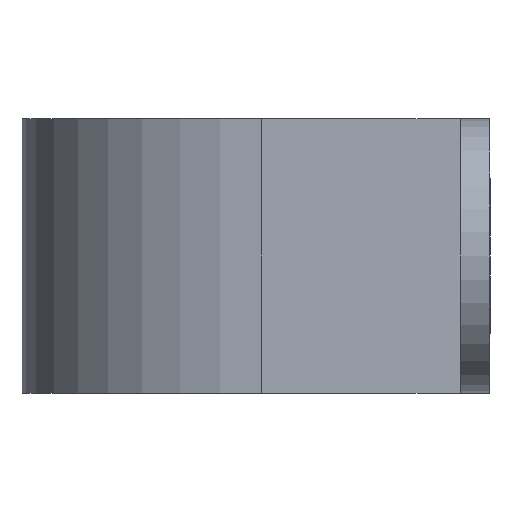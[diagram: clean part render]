
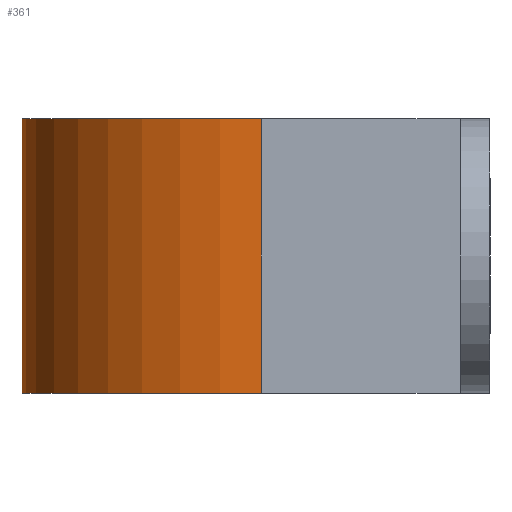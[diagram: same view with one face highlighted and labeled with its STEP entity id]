
A CAD part, left-side view. The second image highlights one B-rep face of the part: STEP entity #361.
In plain terms, the highlighted cylindrical face has radius 13.1 mm (diameter 26.2 mm), a partial arc.
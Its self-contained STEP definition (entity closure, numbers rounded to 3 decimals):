
#15 = EDGE_CURVE ( 'NONE', #112, #639, #175, .T. ) ;
#16 = ORIENTED_EDGE ( 'NONE', *, *, #15, .T. ) ;
#23 = ORIENTED_EDGE ( 'NONE', *, *, #888, .F. ) ;
#26 = CIRCLE ( 'NONE', #660, 13.1 ) ;
#67 = CARTESIAN_POINT ( 'NONE',  ( -13.1, 12.5, -7.5 ) ) ;
#81 = CYLINDRICAL_SURFACE ( 'NONE', #594, 13.1 ) ;
#82 = DIRECTION ( 'NONE',  ( 1., 0., 0. ) ) ;
#112 = VERTEX_POINT ( 'NONE', #609 ) ;
#155 = DIRECTION ( 'NONE',  ( 0., 0., -1. ) ) ;
#175 = CIRCLE ( 'NONE', #686, 13.1 ) ;
#216 = CARTESIAN_POINT ( 'NONE',  ( -13.1, 12.5, 7.5 ) ) ;
#232 = DIRECTION ( 'NONE',  ( -1., 0., 0. ) ) ;
#264 = DIRECTION ( 'NONE',  ( -1., 0., 0. ) ) ;
#269 = CARTESIAN_POINT ( 'NONE',  ( 0., 12.5, 7.5 ) ) ;
#279 = EDGE_LOOP ( 'NONE', ( #16, #326, #23, #523 ) ) ;
#326 = ORIENTED_EDGE ( 'NONE', *, *, #645, .F. ) ;
#352 = EDGE_CURVE ( 'NONE', #899, #112, #723, .T. ) ;
#361 = ADVANCED_FACE ( 'NONE', ( #522 ), #81, .T. ) ;
#452 = DIRECTION ( 'NONE',  ( 0., 0., -1. ) ) ;
#500 = LINE ( 'NONE', #781, #736 ) ;
#522 = FACE_OUTER_BOUND ( 'NONE', #279, .T. ) ;
#523 = ORIENTED_EDGE ( 'NONE', *, *, #352, .T. ) ;
#564 = DIRECTION ( 'NONE',  ( 0., 0., 1. ) ) ;
#579 = CARTESIAN_POINT ( 'NONE',  ( 0., 12.5, -7.5 ) ) ;
#583 = DIRECTION ( 'NONE',  ( 0., 0., 1. ) ) ;
#594 = AXIS2_PLACEMENT_3D ( 'NONE', #733, #452, #232 ) ;
#609 = CARTESIAN_POINT ( 'NONE',  ( 13.1, 12.5, -7.5 ) ) ;
#639 = VERTEX_POINT ( 'NONE', #67 ) ;
#643 = CARTESIAN_POINT ( 'NONE',  ( 13.1, 12.5, 7.5 ) ) ;
#645 = EDGE_CURVE ( 'NONE', #895, #639, #500, .T. ) ;
#647 = VECTOR ( 'NONE', #155, 1000. ) ;
#660 = AXIS2_PLACEMENT_3D ( 'NONE', #269, #564, #264 ) ;
#686 = AXIS2_PLACEMENT_3D ( 'NONE', #579, #583, #82 ) ;
#697 = DIRECTION ( 'NONE',  ( 0., 0., -1. ) ) ;
#723 = LINE ( 'NONE', #807, #647 ) ;
#733 = CARTESIAN_POINT ( 'NONE',  ( 0., 12.5, 7.5 ) ) ;
#736 = VECTOR ( 'NONE', #697, 1000. ) ;
#781 = CARTESIAN_POINT ( 'NONE',  ( -13.1, 12.5, 7.5 ) ) ;
#807 = CARTESIAN_POINT ( 'NONE',  ( 13.1, 12.5, 7.5 ) ) ;
#888 = EDGE_CURVE ( 'NONE', #899, #895, #26, .T. ) ;
#895 = VERTEX_POINT ( 'NONE', #216 ) ;
#899 = VERTEX_POINT ( 'NONE', #643 ) ;
